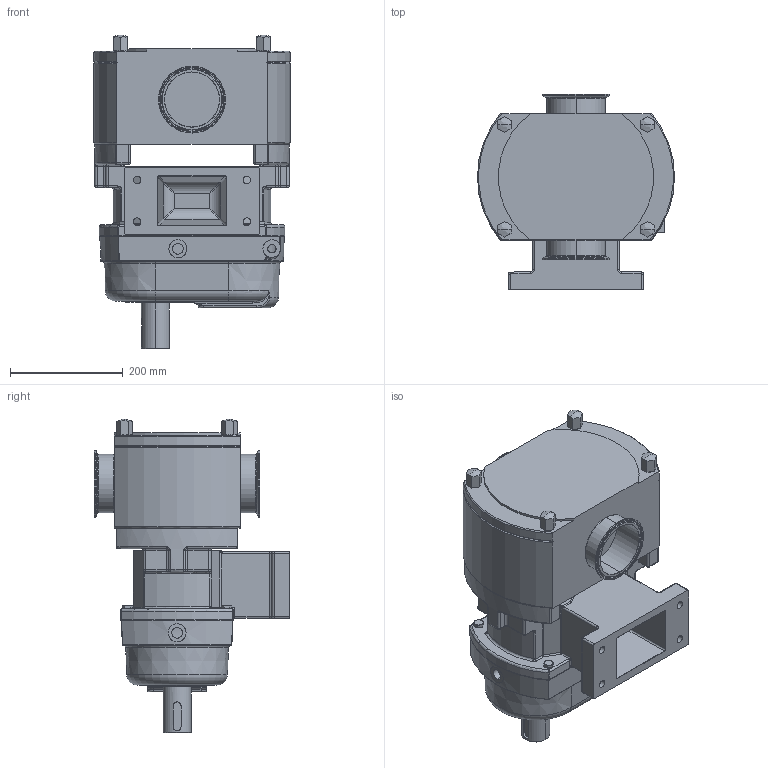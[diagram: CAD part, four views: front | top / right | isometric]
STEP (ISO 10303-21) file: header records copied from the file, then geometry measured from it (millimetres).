
FILE_DESCRIPTION((''),'2;1');
FILE_NAME('FL2S130L_4_TRI_CLAMP_SW0001','2023-01-24T07:17:19',('DS'),(''),'CREO PARAMETRIC BY PTC INC, 2022281','CREO PARAMETRIC BY PTC INC, 2022281','');
FILE_SCHEMA(('CONFIG_CONTROL_DESIGN'));
Length unit declared in the file: millimetre
Products named in the file (1): FL2S130L_4_TRI_CLAMP_SW0001
Bounding box: 350 x 347 x 557.43 mm (x, y, z)
Volume: 25607362.8 mm3; surface area: 965952.8 mm2
Topology: 1 solids, 1 shells, 801 faces, 1893 edges, 1110 vertices
Faces by surface type: cylinder 273, plane 168, bspline 128, torus 110, cone 87, sphere 35
Entity records: 30761 total; most frequent: CARTESIAN_POINT 13176, ORIENTED_EDGE 3718, DIRECTION 3651, EDGE_CURVE 1859, AXIS2_PLACEMENT_3D 1517, VERTEX_POINT 1110, EDGE_LOOP 865, CIRCLE 844
